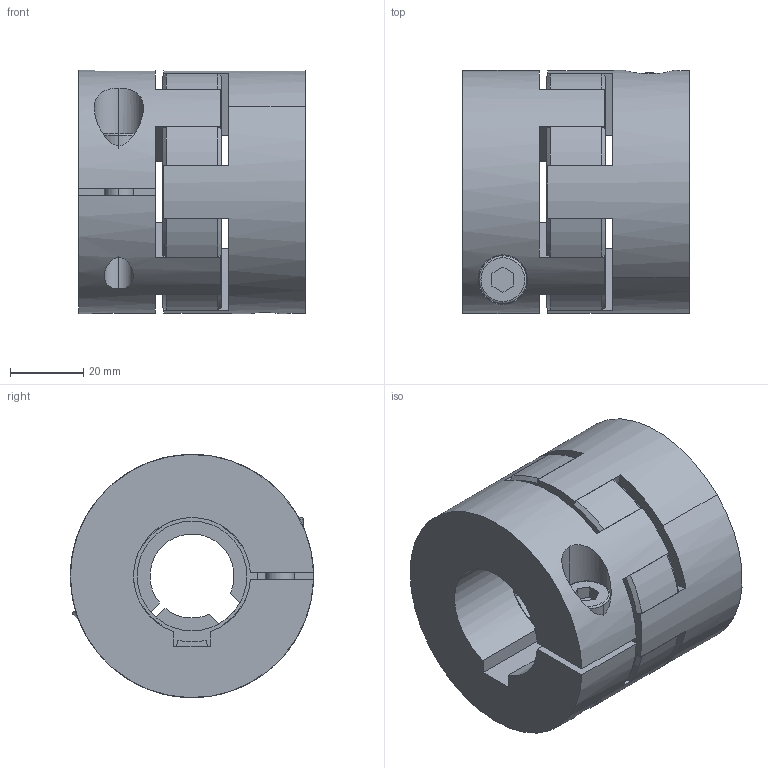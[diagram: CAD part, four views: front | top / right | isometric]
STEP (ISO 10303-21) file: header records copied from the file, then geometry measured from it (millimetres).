
FILE_DESCRIPTION(('STEP AP214'),'1');
FILE_NAME('cctmp_9CE5046F-6B7F-4F1A-A4C9-6D094E7CE2D6_2023_06_14_10_58_30_0648..stp','2023-06-14T08:58:30',('R+W Antriebselemente GmbH'),('CADClick - www.CADClick.com'),'Spatial InterOp 3D',' ','unknown authorization');
FILE_SCHEMA(('AUTOMOTIVE_DESIGN'));
Length unit declared in the file: millimetre
Products named in the file (4): cc_unnamed; EKL/150/62/A/32-PFN/23-PFN_2; EKL/150/62/A/32-PFN/23-PFN_1; EKL/150/62/A/32-PFN/23-PFN
Assembly tree (3 placements, depth 2):
  cc_unnamed
    EKL/150/62/A/32-PFN/23-PFN_2
    EKL/150/62/A/32-PFN/23-PFN_1
    EKL/150/62/A/32-PFN/23-PFN
Bounding box: 62 x 66.48 x 66.5 mm (x, y, z)
Volume: 163082.1 mm3; surface area: 46768.4 mm2
Topology: 3 solids, 3 shells, 166 faces, 438 edges, 288 vertices
Faces by surface type: plane 88, cylinder 58, cone 16, torus 4
Entity records: 6903 total; most frequent: CARTESIAN_POINT 1200, DIRECTION 930, ORIENTED_EDGE 876, EDGE_CURVE 438, AXIS2_PLACEMENT_3D 330, VERTEX_POINT 288, LINE 270, VECTOR 270
